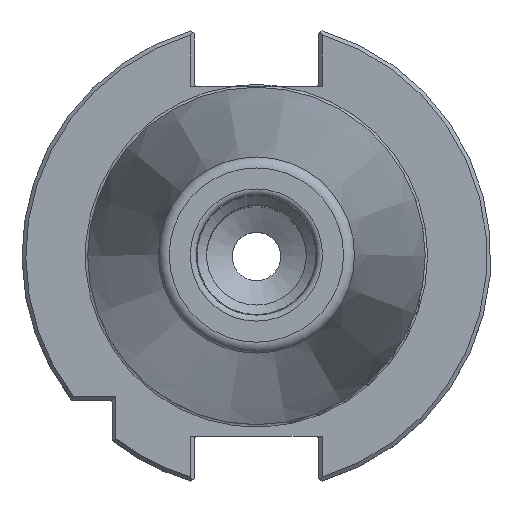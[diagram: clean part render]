
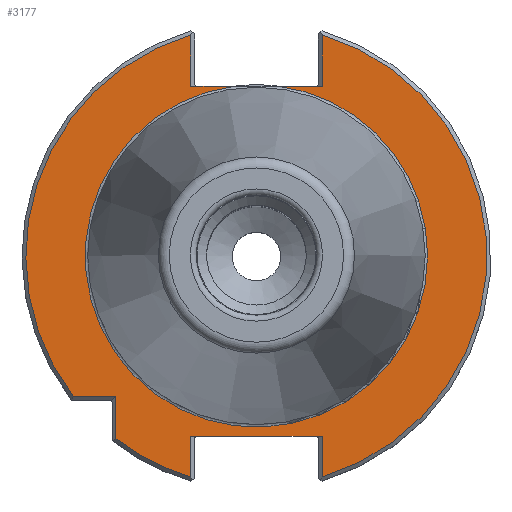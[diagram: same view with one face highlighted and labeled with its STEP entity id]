
A CAD part, top view. The second image highlights one B-rep face of the part: STEP entity #3177.
In plain terms, the highlighted planar face has unit normal (0, 0, 1).
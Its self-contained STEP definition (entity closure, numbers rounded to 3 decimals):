
#54=LINE('',#4624,#150);
#58=LINE('',#4640,#154);
#70=LINE('',#4785,#166);
#75=LINE('',#4799,#171);
#96=LINE('',#4865,#192);
#97=LINE('',#4867,#193);
#98=LINE('',#4869,#194);
#99=LINE('',#4870,#195);
#100=LINE('',#4871,#196);
#150=VECTOR('',#3838,1000.);
#154=VECTOR('',#3848,1000.);
#166=VECTOR('',#3924,1000.);
#171=VECTOR('',#3935,1000.);
#192=VECTOR('',#3994,1000.);
#193=VECTOR('',#3997,1000.);
#194=VECTOR('',#3998,1000.);
#195=VECTOR('',#3999,1000.);
#196=VECTOR('',#4000,1000.);
#389=PLANE('',#3436);
#828=ORIENTED_EDGE('',*,*,#1150,.T.);
#829=ORIENTED_EDGE('',*,*,#1226,.T.);
#830=ORIENTED_EDGE('',*,*,#1227,.F.);
#831=ORIENTED_EDGE('',*,*,#1228,.T.);
#832=ORIENTED_EDGE('',*,*,#1152,.T.);
#833=ORIENTED_EDGE('',*,*,#1196,.T.);
#834=ORIENTED_EDGE('',*,*,#1229,.F.);
#835=ORIENTED_EDGE('',*,*,#1148,.F.);
#836=ORIENTED_EDGE('',*,*,#1230,.F.);
#837=ORIENTED_EDGE('',*,*,#1189,.T.);
#838=ORIENTED_EDGE('',*,*,#1145,.T.);
#839=ORIENTED_EDGE('',*,*,#1144,.T.);
#840=ORIENTED_EDGE('',*,*,#1137,.T.);
#1137=EDGE_CURVE('',#1410,#1409,#54,.T.);
#1144=EDGE_CURVE('',#1413,#1410,#58,.T.);
#1145=EDGE_CURVE('',#1415,#1413,#1582,.T.);
#1148=EDGE_CURVE('',#1417,#1416,#1584,.T.);
#1150=EDGE_CURVE('',#1409,#1418,#1585,.T.);
#1152=EDGE_CURVE('',#1421,#1420,#1586,.T.);
#1189=EDGE_CURVE('',#1444,#1415,#70,.T.);
#1196=EDGE_CURVE('',#1420,#1449,#75,.T.);
#1226=EDGE_CURVE('',#1418,#1467,#96,.T.);
#1227=EDGE_CURVE('',#1468,#1467,#97,.T.);
#1228=EDGE_CURVE('',#1468,#1421,#98,.T.);
#1229=EDGE_CURVE('',#1416,#1449,#99,.T.);
#1230=EDGE_CURVE('',#1444,#1417,#100,.T.);
#1409=VERTEX_POINT('',#4623);
#1410=VERTEX_POINT('',#4625);
#1413=VERTEX_POINT('',#4636);
#1415=VERTEX_POINT('',#4643);
#1416=VERTEX_POINT('',#4650);
#1417=VERTEX_POINT('',#4651);
#1418=VERTEX_POINT('',#4658);
#1420=VERTEX_POINT('',#4666);
#1421=VERTEX_POINT('',#4668);
#1444=VERTEX_POINT('',#4786);
#1449=VERTEX_POINT('',#4798);
#1467=VERTEX_POINT('',#4864);
#1468=VERTEX_POINT('',#4868);
#1582=CIRCLE('',#3383,47.95);
#1584=CIRCLE('',#3386,35.591);
#1585=CIRCLE('',#3388,47.95);
#1586=CIRCLE('',#3390,47.95);
#1778=EDGE_LOOP('',(#828,#829,#830,#831,#832,#833,#834,#835,#836,#837,#838,
#839,#840));
#1990=FACE_BOUND('',#1778,.T.);
#3177=ADVANCED_FACE('',(#1990),#389,.T.);
#3383=AXIS2_PLACEMENT_3D('',#4642,#3851,#3852);
#3386=AXIS2_PLACEMENT_3D('',#4652,#3857,#3858);
#3388=AXIS2_PLACEMENT_3D('',#4659,#3861,#3862);
#3390=AXIS2_PLACEMENT_3D('',#4667,#3865,#3866);
#3436=AXIS2_PLACEMENT_3D('',#4866,#3995,#3996);
#3838=DIRECTION('',(0.,-1.,0.));
#3848=DIRECTION('',(1.,0.,0.));
#3851=DIRECTION('',(0.,0.,1.));
#3852=DIRECTION('',(1.,0.,0.));
#3857=DIRECTION('',(0.,0.,1.));
#3858=DIRECTION('',(1.,0.,0.));
#3861=DIRECTION('',(0.,0.,1.));
#3862=DIRECTION('',(1.,0.,0.));
#3865=DIRECTION('',(0.,0.,1.));
#3866=DIRECTION('',(1.,0.,0.));
#3924=DIRECTION('',(0.,1.,0.));
#3935=DIRECTION('',(0.,-1.,0.));
#3994=DIRECTION('',(0.,1.,0.));
#3995=DIRECTION('',(0.,0.,1.));
#3996=DIRECTION('',(1.,0.,0.));
#3997=DIRECTION('',(-1.,0.,0.));
#3998=DIRECTION('',(0.,-1.,0.));
#3999=DIRECTION('',(1.,0.,0.));
#4000=DIRECTION('',(1.,0.,0.));
#4623=CARTESIAN_POINT('',(-29.2,-38.034,-3.2));
#4624=CARTESIAN_POINT('',(-29.2,-38.616,-3.2));
#4625=CARTESIAN_POINT('',(-29.2,-29.2,-3.2));
#4636=CARTESIAN_POINT('',(-38.034,-29.2,-3.2));
#4640=CARTESIAN_POINT('',(-30.,-29.2,-3.2));
#4642=CARTESIAN_POINT('',(0.,0.,-3.2));
#4643=CARTESIAN_POINT('',(-13.65,45.966,-3.2));
#4650=CARTESIAN_POINT('',(4.543,35.3,-3.2));
#4651=CARTESIAN_POINT('',(-4.543,35.3,-3.2));
#4652=CARTESIAN_POINT('',(0.,0.,-3.2));
#4658=CARTESIAN_POINT('',(-13.65,-45.966,-3.2));
#4659=CARTESIAN_POINT('',(0.,0.,-3.2));
#4666=CARTESIAN_POINT('',(13.65,45.966,-3.2));
#4667=CARTESIAN_POINT('',(0.,0.,-3.2));
#4668=CARTESIAN_POINT('',(13.65,-45.966,-3.2));
#4785=CARTESIAN_POINT('',(-13.65,47.181,-3.2));
#4786=CARTESIAN_POINT('',(-13.65,35.3,-3.2));
#4798=CARTESIAN_POINT('',(13.65,35.3,-3.2));
#4799=CARTESIAN_POINT('',(13.65,35.3,-3.2));
#4864=CARTESIAN_POINT('',(-13.65,-37.5,-3.2));
#4865=CARTESIAN_POINT('',(-13.65,-37.5,-3.2));
#4866=CARTESIAN_POINT('',(35.591,0.,-3.2));
#4867=CARTESIAN_POINT('',(12.85,-37.5,-3.2));
#4868=CARTESIAN_POINT('',(13.65,-37.5,-3.2));
#4869=CARTESIAN_POINT('',(13.65,-47.181,-3.2));
#4870=CARTESIAN_POINT('',(-12.85,35.3,-3.2));
#4871=CARTESIAN_POINT('',(-12.85,35.3,-3.2));
